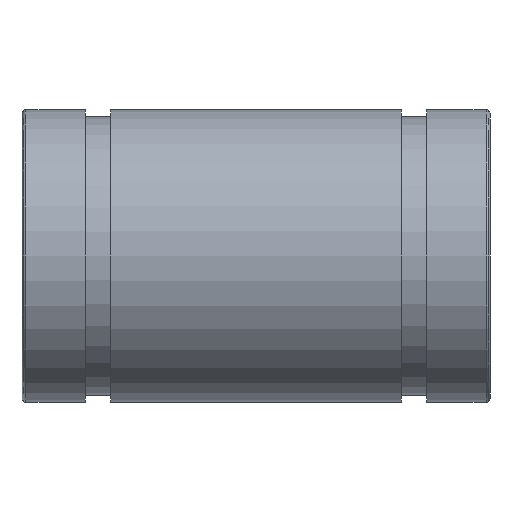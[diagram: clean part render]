
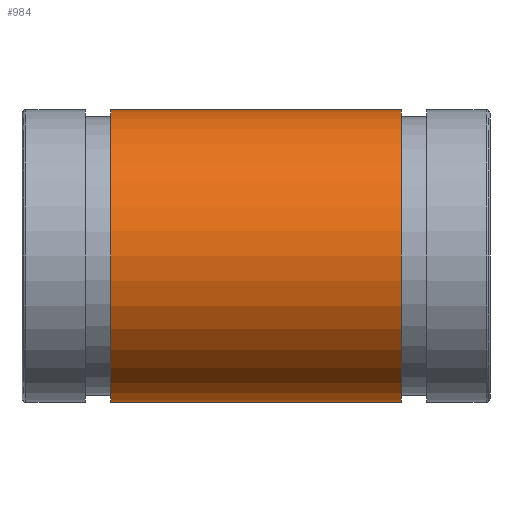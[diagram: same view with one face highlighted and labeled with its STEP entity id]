
A CAD part, front view. The second image highlights one B-rep face of the part: STEP entity #984.
In plain terms, the highlighted cylindrical face has radius 7.5 mm (diameter 15 mm), a partial arc.
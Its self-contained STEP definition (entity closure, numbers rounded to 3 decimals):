
#349=CARTESIAN_POINT('',(7.45,0.,0.));
#350=DIRECTION('',(1.,0.,0.));
#351=DIRECTION('',(0.,0.,1.));
#352=AXIS2_PLACEMENT_3D('',#349,#350,#351);
#381=DIRECTION('',(-1.,0.,0.));
#382=VECTOR('',#381,14.9);
#383=CARTESIAN_POINT('',(7.45,0.,7.5));
#384=LINE('',#383,#382);
#388=DIRECTION('',(-1.,0.,0.));
#389=VECTOR('',#388,14.9);
#390=CARTESIAN_POINT('',(7.45,0.,-7.5));
#391=LINE('',#390,#389);
#403=CARTESIAN_POINT('',(-7.45,0.,0.));
#404=DIRECTION('',(-1.,0.,0.));
#405=DIRECTION('',(0.,0.,-1.));
#406=AXIS2_PLACEMENT_3D('',#403,#404,#405);
#677=CARTESIAN_POINT('',(7.45,0.,-7.5));
#678=CARTESIAN_POINT('',(-7.45,0.,-7.5));
#679=VERTEX_POINT('',#677);
#680=VERTEX_POINT('',#678);
#681=CARTESIAN_POINT('',(7.45,0.,7.5));
#682=CARTESIAN_POINT('',(-7.45,0.,7.5));
#683=VERTEX_POINT('',#681);
#684=VERTEX_POINT('',#682);
#970=CARTESIAN_POINT('',(3.725,0.,0.));
#971=DIRECTION('',(-1.,0.,0.));
#972=DIRECTION('',(0.,0.,1.));
#973=AXIS2_PLACEMENT_3D('',#970,#971,#972);
#974=CYLINDRICAL_SURFACE('',#973,7.5);
#976=ORIENTED_EDGE('',*,*,#975,.T.);
#978=ORIENTED_EDGE('',*,*,#977,.F.);
#979=ORIENTED_EDGE('',*,*,#951,.T.);
#981=ORIENTED_EDGE('',*,*,#980,.T.);
#982=EDGE_LOOP('',(#976,#978,#979,#981));
#983=FACE_OUTER_BOUND('',#982,.F.);
#353=CIRCLE('',#352,7.5);
#407=CIRCLE('',#406,7.5);
#951=EDGE_CURVE('',#683,#679,#353,.T.);
#975=EDGE_CURVE('',#680,#684,#407,.T.);
#977=EDGE_CURVE('',#683,#684,#384,.T.);
#980=EDGE_CURVE('',#679,#680,#391,.T.);
#984=ADVANCED_FACE('',(#983),#974,.T.);
